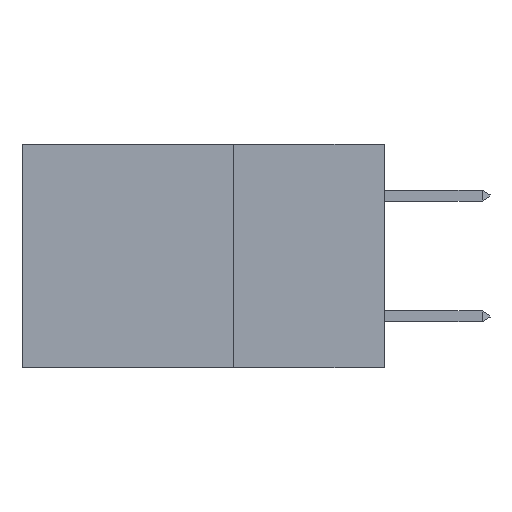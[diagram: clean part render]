
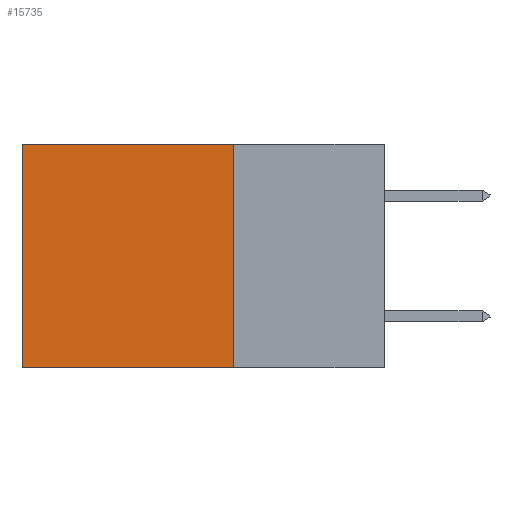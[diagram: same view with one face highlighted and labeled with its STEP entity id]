
A CAD part, left-side view. The second image highlights one B-rep face of the part: STEP entity #15735.
In plain terms, the highlighted planar face has unit normal (-1, 0, 0).
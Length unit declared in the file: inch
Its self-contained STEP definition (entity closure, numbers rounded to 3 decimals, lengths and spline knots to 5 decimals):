
#617 = ORIENTED_EDGE ( 'NONE', *, *, #7138, .F. ) ;
#803 = FACE_OUTER_BOUND ( 'NONE', #10785, .T. ) ;
#1643 = EDGE_CURVE ( 'NONE', #4538, #14690, #4940, .T. ) ;
#1820 = DIRECTION ( 'NONE',  ( 0., 1., 0. ) ) ;
#2954 = VECTOR ( 'NONE', #12563, 39.37008 ) ;
#3143 = CARTESIAN_POINT ( 'NONE',  ( 0.2875, 0.6, -0.37 ) ) ;
#3516 = LINE ( 'NONE', #4852, #8663 ) ;
#4394 = VECTOR ( 'NONE', #1820, 39.37008 ) ;
#4538 = VERTEX_POINT ( 'NONE', #19844 ) ;
#4852 = CARTESIAN_POINT ( 'NONE',  ( 0.2875, 0.25, -0.37 ) ) ;
#4940 = LINE ( 'NONE', #20949, #4394 ) ;
#6777 = VERTEX_POINT ( 'NONE', #14504 ) ;
#7138 = EDGE_CURVE ( 'NONE', #6777, #14141, #3516, .T. ) ;
#7376 = VECTOR ( 'NONE', #22161, 39.37008 ) ;
#8187 = CARTESIAN_POINT ( 'NONE',  ( 0.2875, 0.6, 0. ) ) ;
#8475 = LINE ( 'NONE', #8187, #7376 ) ;
#8663 = VECTOR ( 'NONE', #17073, 39.37008 ) ;
#9131 = DIRECTION ( 'NONE',  ( 0., 0., -1. ) ) ;
#9542 = CARTESIAN_POINT ( 'NONE',  ( 0.2875, 0.6, 0. ) ) ;
#10224 = EDGE_CURVE ( 'NONE', #4538, #6777, #15769, .T. ) ;
#10785 = EDGE_LOOP ( 'NONE', ( #20976, #617, #17264, #22191 ) ) ;
#10797 = CARTESIAN_POINT ( 'NONE',  ( 0.2875, 0.25, 0. ) ) ;
#12563 = DIRECTION ( 'NONE',  ( 0., 0., -1. ) ) ;
#12596 = CARTESIAN_POINT ( 'NONE',  ( 0.2875, 0.25, 0. ) ) ;
#14141 = VERTEX_POINT ( 'NONE', #3143 ) ;
#14384 = PLANE ( 'NONE',  #20927 ) ;
#14504 = CARTESIAN_POINT ( 'NONE',  ( 0.2875, 0.25, -0.37 ) ) ;
#14690 = VERTEX_POINT ( 'NONE', #9542 ) ;
#15735 = ADVANCED_FACE ( 'NONE', ( #803 ), #14384, .F. ) ;
#15769 = LINE ( 'NONE', #10797, #2954 ) ;
#16698 = EDGE_CURVE ( 'NONE', #14690, #14141, #8475, .T. ) ;
#17073 = DIRECTION ( 'NONE',  ( 0., 1., 0. ) ) ;
#17264 = ORIENTED_EDGE ( 'NONE', *, *, #10224, .F. ) ;
#19600 = DIRECTION ( 'NONE',  ( 1., 0., 0. ) ) ;
#19844 = CARTESIAN_POINT ( 'NONE',  ( 0.2875, 0.25, 0. ) ) ;
#20927 = AXIS2_PLACEMENT_3D ( 'NONE', #12596, #19600, #9131 ) ;
#20949 = CARTESIAN_POINT ( 'NONE',  ( 0.2875, 0.25, 0. ) ) ;
#20976 = ORIENTED_EDGE ( 'NONE', *, *, #16698, .T. ) ;
#22161 = DIRECTION ( 'NONE',  ( 0., 0., -1. ) ) ;
#22191 = ORIENTED_EDGE ( 'NONE', *, *, #1643, .T. ) ;
